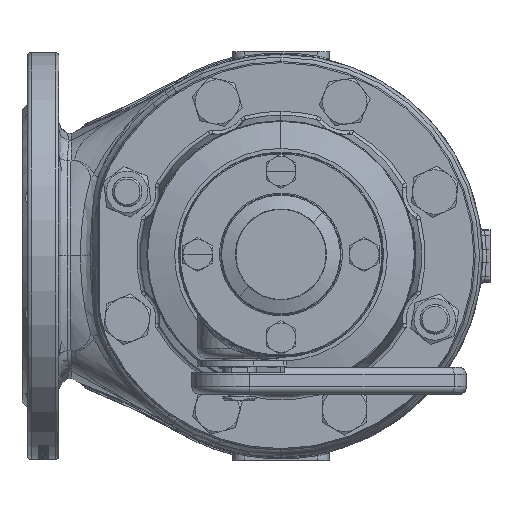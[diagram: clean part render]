
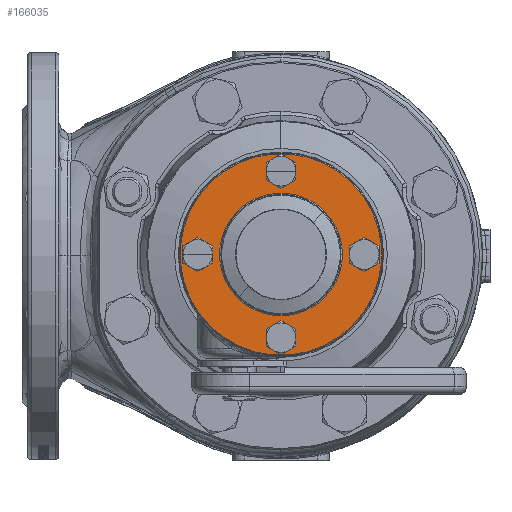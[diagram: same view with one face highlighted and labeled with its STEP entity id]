
A CAD part, top view. The second image highlights one B-rep face of the part: STEP entity #166035.
In plain terms, the highlighted planar face has unit normal (0, 0, 1).
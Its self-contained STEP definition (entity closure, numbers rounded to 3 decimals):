
#165019=CARTESIAN_POINT('',(-38.537,-38.537,468.75));
#165020=VERTEX_POINT('',#165019);
#165021=CARTESIAN_POINT('',(38.537,38.537,468.75));
#165022=VERTEX_POINT('',#165021);
#165023=CARTESIAN_POINT('',(0.,0.,468.75));
#165024=DIRECTION('',(-0.,-0.,1.));
#165025=DIRECTION('',(0.707,0.707,0.));
#165026=AXIS2_PLACEMENT_3D('',#165023,#165024,#165025);
#165027=CIRCLE('',#165026,54.5);
#165028=EDGE_CURVE('NONE',#165020,#165022,#165027,.T.);
#165114=CARTESIAN_POINT('',(-41.111,3.889,468.75));
#165115=VERTEX_POINT('',#165114);
#165122=CARTESIAN_POINT('',(-48.889,-3.889,468.75));
#165123=VERTEX_POINT('',#165122);
#165124=CARTESIAN_POINT('',(-45.,0.,468.75));
#165125=DIRECTION('',(0.,0.,1.));
#165126=DIRECTION('',(-0.707,-0.707,0.));
#165127=AXIS2_PLACEMENT_3D('',#165124,#165125,#165126);
#165128=CIRCLE('',#165127,5.5);
#165129=EDGE_CURVE('NONE',#165115,#165123,#165128,.T.);
#165156=CARTESIAN_POINT('',(3.889,-41.111,468.75));
#165157=VERTEX_POINT('',#165156);
#165164=CARTESIAN_POINT('',(-3.889,-48.889,468.75));
#165165=VERTEX_POINT('',#165164);
#165166=CARTESIAN_POINT('',(0.,-45.,468.75));
#165167=DIRECTION('',(0.,0.,1.));
#165168=DIRECTION('',(-0.707,-0.707,0.));
#165169=AXIS2_PLACEMENT_3D('',#165166,#165167,#165168);
#165170=CIRCLE('',#165169,5.5);
#165171=EDGE_CURVE('NONE',#165157,#165165,#165170,.T.);
#165198=CARTESIAN_POINT('',(48.889,3.889,468.75));
#165199=VERTEX_POINT('',#165198);
#165206=CARTESIAN_POINT('',(41.111,-3.889,468.75));
#165207=VERTEX_POINT('',#165206);
#165208=CARTESIAN_POINT('',(45.,0.,468.75));
#165209=DIRECTION('',(0.,0.,1.));
#165210=DIRECTION('',(-0.707,-0.707,0.));
#165211=AXIS2_PLACEMENT_3D('',#165208,#165209,#165210);
#165212=CIRCLE('',#165211,5.5);
#165213=EDGE_CURVE('NONE',#165199,#165207,#165212,.T.);
#165240=CARTESIAN_POINT('',(3.889,48.889,468.75));
#165241=VERTEX_POINT('',#165240);
#165248=CARTESIAN_POINT('',(-3.889,41.111,468.75));
#165249=VERTEX_POINT('',#165248);
#165250=CARTESIAN_POINT('',(0.,45.,468.75));
#165251=DIRECTION('',(0.,0.,1.));
#165252=DIRECTION('',(-0.707,-0.707,0.));
#165253=AXIS2_PLACEMENT_3D('',#165250,#165251,#165252);
#165254=CIRCLE('',#165253,5.5);
#165255=EDGE_CURVE('NONE',#165241,#165249,#165254,.T.);
#165313=CARTESIAN_POINT('',(-23.476,-23.476,468.75));
#165314=VERTEX_POINT('',#165313);
#165315=CARTESIAN_POINT('',(23.476,23.476,468.75));
#165316=VERTEX_POINT('',#165315);
#165317=CARTESIAN_POINT('',(0.,0.,468.75));
#165318=DIRECTION('',(0.,0.,-1.));
#165319=DIRECTION('',(0.707,0.707,0.));
#165320=AXIS2_PLACEMENT_3D('',#165317,#165318,#165319);
#165321=CIRCLE('',#165320,33.2);
#165322=EDGE_CURVE('NONE',#165314,#165316,#165321,.T.);
#165970=CARTESIAN_POINT('',(-38.891,38.891,468.75));
#165971=DIRECTION('',(0.,0.,-1.));
#165972=DIRECTION('',(0.707,0.707,0.));
#165973=AXIS2_PLACEMENT_3D('',#165970,#165971,#165972);
#165974=PLANE('',#165973);
#165975=CARTESIAN_POINT('',(0.,0.,468.75));
#165976=DIRECTION('',(-0.,-0.,1.));
#165977=DIRECTION('',(0.707,0.707,0.));
#165978=AXIS2_PLACEMENT_3D('',#165975,#165976,#165977);
#165979=CIRCLE('',#165978,54.5);
#165980=EDGE_CURVE('NONE',#165022,#165020,#165979,.T.);
#165981=ORIENTED_EDGE('',*,*,#165980,.T.);
#165982=ORIENTED_EDGE('',*,*,#165028,.T.);
#165983=EDGE_LOOP('',(#165981,#165982));
#165984=FACE_BOUND('',#165983,.T.);
#165985=CARTESIAN_POINT('',(-45.,0.,468.75));
#165986=DIRECTION('',(0.,0.,1.));
#165987=DIRECTION('',(-0.707,-0.707,0.));
#165988=AXIS2_PLACEMENT_3D('',#165985,#165986,#165987);
#165989=CIRCLE('',#165988,5.5);
#165990=EDGE_CURVE('NONE',#165123,#165115,#165989,.T.);
#165991=ORIENTED_EDGE('',*,*,#165990,.F.);
#165992=ORIENTED_EDGE('',*,*,#165129,.F.);
#165993=EDGE_LOOP('',(#165991,#165992));
#165994=FACE_BOUND('',#165993,.T.);
#165995=CARTESIAN_POINT('',(0.,-45.,468.75));
#165996=DIRECTION('',(0.,0.,1.));
#165997=DIRECTION('',(-0.707,-0.707,0.));
#165998=AXIS2_PLACEMENT_3D('',#165995,#165996,#165997);
#165999=CIRCLE('',#165998,5.5);
#166000=EDGE_CURVE('NONE',#165165,#165157,#165999,.T.);
#166001=ORIENTED_EDGE('',*,*,#166000,.F.);
#166002=ORIENTED_EDGE('',*,*,#165171,.F.);
#166003=EDGE_LOOP('',(#166001,#166002));
#166004=FACE_BOUND('',#166003,.T.);
#166005=CARTESIAN_POINT('',(45.,0.,468.75));
#166006=DIRECTION('',(0.,0.,1.));
#166007=DIRECTION('',(-0.707,-0.707,0.));
#166008=AXIS2_PLACEMENT_3D('',#166005,#166006,#166007);
#166009=CIRCLE('',#166008,5.5);
#166010=EDGE_CURVE('NONE',#165207,#165199,#166009,.T.);
#166011=ORIENTED_EDGE('',*,*,#166010,.F.);
#166012=ORIENTED_EDGE('',*,*,#165213,.F.);
#166013=EDGE_LOOP('',(#166011,#166012));
#166014=FACE_BOUND('',#166013,.T.);
#166015=CARTESIAN_POINT('',(0.,45.,468.75));
#166016=DIRECTION('',(0.,0.,1.));
#166017=DIRECTION('',(-0.707,-0.707,0.));
#166018=AXIS2_PLACEMENT_3D('',#166015,#166016,#166017);
#166019=CIRCLE('',#166018,5.5);
#166020=EDGE_CURVE('NONE',#165249,#165241,#166019,.T.);
#166021=ORIENTED_EDGE('',*,*,#166020,.F.);
#166022=ORIENTED_EDGE('',*,*,#165255,.F.);
#166023=EDGE_LOOP('',(#166021,#166022));
#166024=FACE_BOUND('',#166023,.T.);
#166025=CARTESIAN_POINT('',(0.,0.,468.75));
#166026=DIRECTION('',(0.,0.,-1.));
#166027=DIRECTION('',(0.707,0.707,0.));
#166028=AXIS2_PLACEMENT_3D('',#166025,#166026,#166027);
#166029=CIRCLE('',#166028,33.2);
#166030=EDGE_CURVE('NONE',#165316,#165314,#166029,.T.);
#166031=ORIENTED_EDGE('',*,*,#166030,.T.);
#166032=ORIENTED_EDGE('',*,*,#165322,.T.);
#166033=EDGE_LOOP('',(#166031,#166032));
#166034=FACE_BOUND('',#166033,.T.);
#166035=ADVANCED_FACE('NONE',(#165984,#165994,#166004,#166014,#166024,#166034),#165974,.F.);
